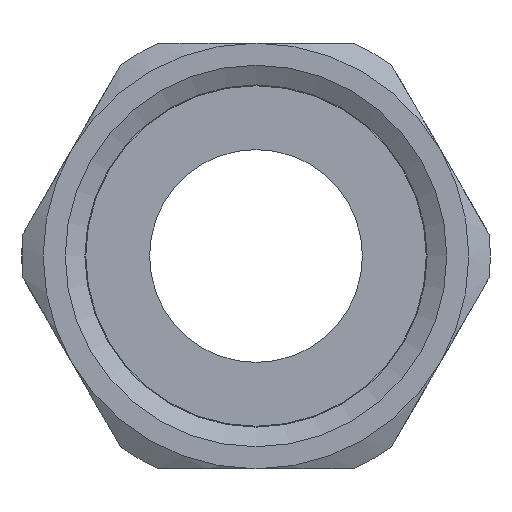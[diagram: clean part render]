
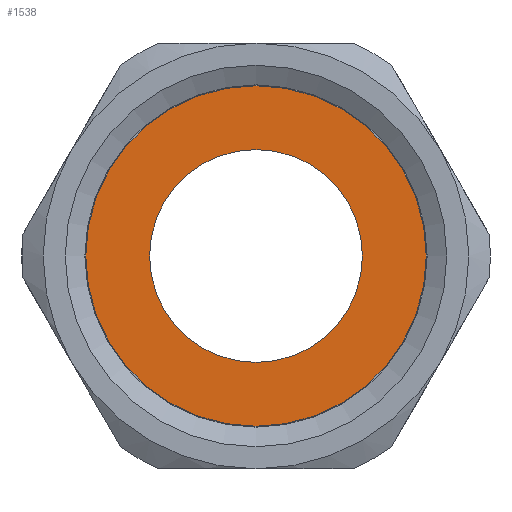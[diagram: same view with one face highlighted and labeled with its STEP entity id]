
A CAD part, front view. The second image highlights one B-rep face of the part: STEP entity #1538.
In plain terms, the highlighted planar face has unit normal (0, -1, 0).
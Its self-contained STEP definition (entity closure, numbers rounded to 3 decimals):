
#64=PLANE('',#1696);
#469=ORIENTED_EDGE('',*,*,#610,.T.);
#470=ORIENTED_EDGE('',*,*,#612,.F.);
#610=EDGE_CURVE('',#704,#704,#772,.T.);
#612=EDGE_CURVE('',#706,#706,#774,.T.);
#704=VERTEX_POINT('',#2461);
#706=VERTEX_POINT('',#2466);
#772=CIRCLE('',#1691,7.5);
#774=CIRCLE('',#1694,12.);
#869=EDGE_LOOP('',(#469));
#870=EDGE_LOOP('',(#470));
#965=FACE_BOUND('',#869,.T.);
#966=FACE_BOUND('',#870,.T.);
#1538=ADVANCED_FACE('',(#965,#966),#64,.F.);
#1691=AXIS2_PLACEMENT_3D('',#2460,#1999,#2000);
#1694=AXIS2_PLACEMENT_3D('',#2465,#2005,#2006);
#1696=AXIS2_PLACEMENT_3D('',#2468,#2009,#2010);
#1999=DIRECTION('',(0.,1.,0.));
#2000=DIRECTION('',(1.,0.,0.));
#2005=DIRECTION('',(0.,1.,0.));
#2006=DIRECTION('',(1.,0.,0.));
#2009=DIRECTION('',(0.,1.,0.));
#2010=DIRECTION('',(0.,0.,1.));
#2460=CARTESIAN_POINT('',(0.,0.,0.));
#2461=CARTESIAN_POINT('',(7.5,0.,0.));
#2465=CARTESIAN_POINT('',(0.,0.,0.));
#2466=CARTESIAN_POINT('',(12.,0.,0.));
#2468=CARTESIAN_POINT('',(0.,0.,0.));
